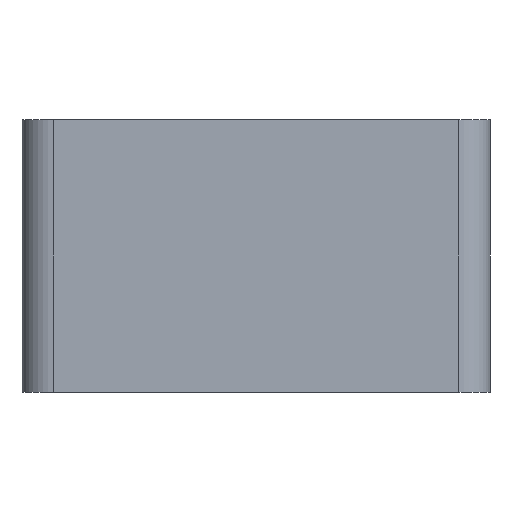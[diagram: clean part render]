
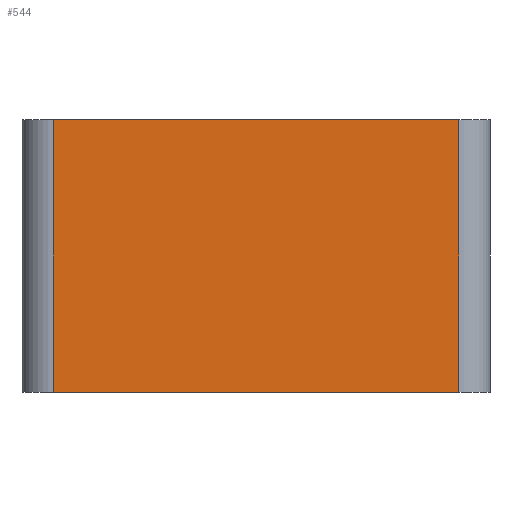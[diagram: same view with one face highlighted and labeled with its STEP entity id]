
A CAD part, front view. The second image highlights one B-rep face of the part: STEP entity #544.
In plain terms, the highlighted planar face has unit normal (0, -1, 0).
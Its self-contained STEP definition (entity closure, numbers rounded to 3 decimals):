
#78=FACE_OUTER_BOUND('',#106,.T.);
#106=EDGE_LOOP('',(#497,#498,#499,#500));
#119=LINE('',#815,#173);
#133=LINE('',#860,#187);
#142=LINE('',#891,#196);
#144=LINE('',#894,#198);
#173=VECTOR('',#645,10.);
#187=VECTOR('',#685,10.);
#196=VECTOR('',#712,10.);
#198=VECTOR('',#716,10.);
#234=VERTEX_POINT('',#812);
#235=VERTEX_POINT('',#814);
#252=VERTEX_POINT('',#857);
#253=VERTEX_POINT('',#859);
#287=EDGE_CURVE('',#234,#235,#119,.T.);
#310=EDGE_CURVE('',#253,#252,#133,.T.);
#326=EDGE_CURVE('',#235,#252,#142,.T.);
#328=EDGE_CURVE('',#253,#234,#144,.T.);
#497=ORIENTED_EDGE('',*,*,#326,.F.);
#498=ORIENTED_EDGE('',*,*,#287,.F.);
#499=ORIENTED_EDGE('',*,*,#328,.F.);
#500=ORIENTED_EDGE('',*,*,#310,.T.);
#516=PLANE('',#610);
#544=ADVANCED_FACE('',(#78),#516,.T.);
#610=AXIS2_PLACEMENT_3D('',#929,#769,#770);
#645=DIRECTION('',(1.,0.,0.));
#685=DIRECTION('',(1.,0.,0.));
#712=DIRECTION('',(0.,0.,-1.));
#716=DIRECTION('',(0.,0.,1.));
#769=DIRECTION('center_axis',(0.,-1.,0.));
#770=DIRECTION('ref_axis',(1.,0.,0.));
#812=CARTESIAN_POINT('',(-10.259,-15.296,7.));
#814=CARTESIAN_POINT('',(0.156,-15.296,7.));
#815=CARTESIAN_POINT('',(-11.059,-15.296,7.));
#857=CARTESIAN_POINT('',(0.156,-15.296,0.));
#859=CARTESIAN_POINT('',(-10.259,-15.296,0.));
#860=CARTESIAN_POINT('',(-11.059,-15.296,0.));
#891=CARTESIAN_POINT('',(0.156,-15.296,0.));
#894=CARTESIAN_POINT('',(-10.259,-15.296,0.));
#929=CARTESIAN_POINT('Origin',(-11.059,-15.296,0.));
